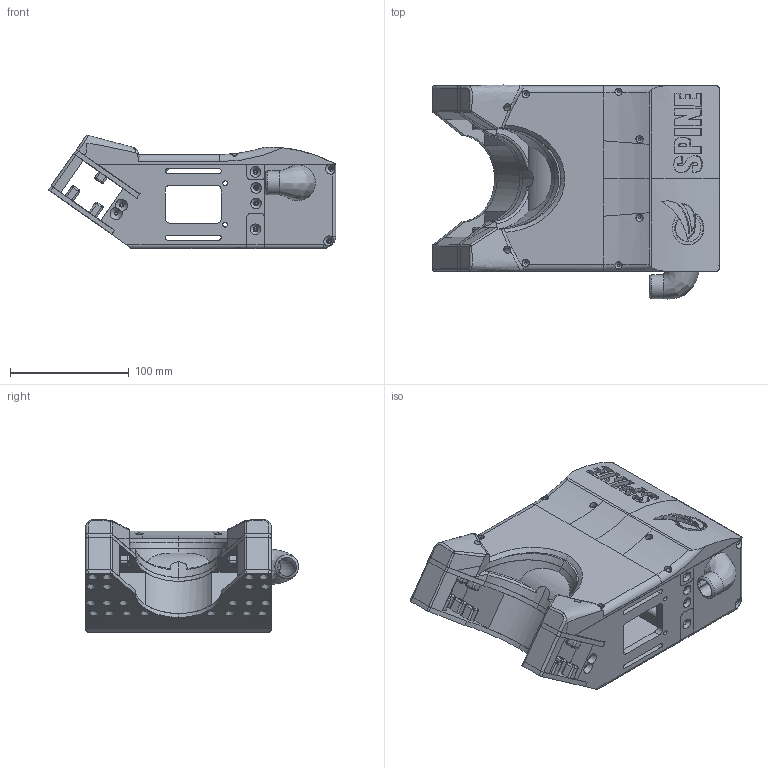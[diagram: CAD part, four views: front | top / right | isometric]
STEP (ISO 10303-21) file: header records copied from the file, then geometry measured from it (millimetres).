
FILE_DESCRIPTION(/* description */ (''),/* implementation_level */ '2;1');
FILE_NAME(/* name */ 'Faraday Spine R1 back.stp',/* time_stamp */ '2015-10-24T16:52:45+02:00',/* author */ (''),/* organization */ (''),/* preprocessor_version */ 'ST-DEVELOPER v15.2',/* originating_system */ 'Autodesk Translator Framework v2.0.0.5431',/* authorisation */ '');
FILE_SCHEMA (('AUTOMOTIVE_DESIGN { 1 0 10303 214 3 1 1 }'));
Products named in the file (1): Faraday Spine R1 back
Bounding box: 241.62 x 179.91 x 95.04 mm (x, y, z)
Volume: 907133.5 mm3; surface area: 350003.5 mm2
Topology: 13 solids, 13 shells, 1117 faces, 3010 edges, 1937 vertices
Faces by surface type: plane 429, cylinder 395, bspline 136, cone 70, sphere 68, torus 19
Full cylindrical faces by diameter (mm): 1.75 x2, 2 x105, 2.5 x4, 3 x4, 4 x8, 6 x8, 20 x1, 20.2 x1, 24 x2
Entity records: 43528 total; most frequent: CARTESIAN_POINT 16936, ORIENTED_EDGE 5442, DIRECTION 5176, EDGE_CURVE 2721, AXIS2_PLACEMENT_3D 1918, VERTEX_POINT 1851, EDGE_LOOP 1586, LINE 1340
